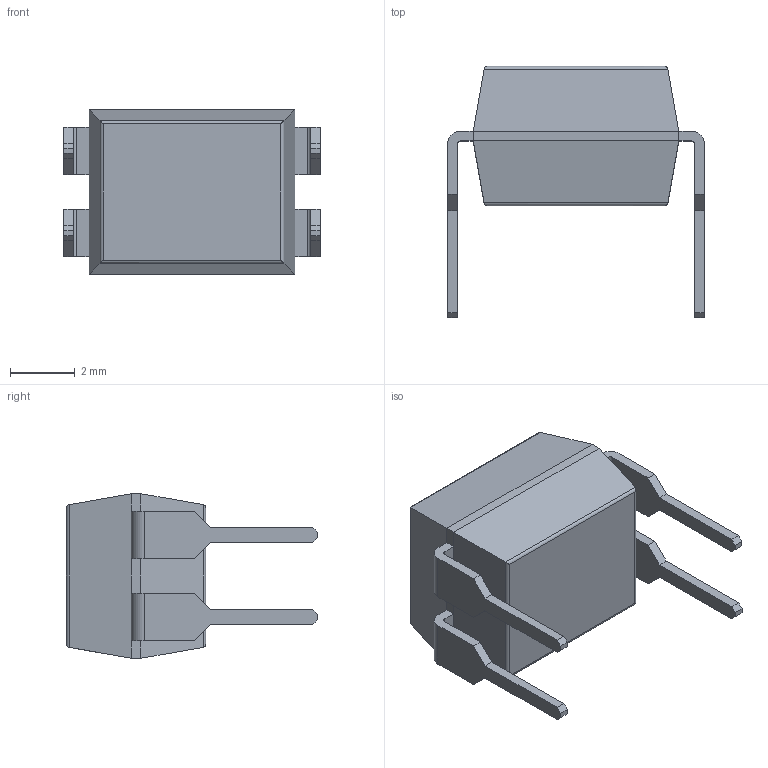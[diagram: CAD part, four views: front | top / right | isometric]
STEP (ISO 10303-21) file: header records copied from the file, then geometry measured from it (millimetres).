
FILE_DESCRIPTION (( 'STEP AP214' ), '1' );
FILE_NAME ('DIP4.step', '2011-03-01T20:00:16', ( 'iLLuSioN' ), ( 'Home' ), 'SwSTEP 2.0', 'SolidWorks 2009', '' );
FILE_SCHEMA (( 'AUTOMOTIVE_DESIGN' ));
Length unit declared in the file: millimetre
Products named in the file (1): DIP4
Bounding box: 7.92 x 7.75 x 5.08 mm (x, y, z)
Volume: 129.5 mm3; surface area: 199.2 mm2
Topology: 1 solids, 1 shells, 90 faces, 232 edges, 144 vertices
Faces by surface type: plane 71, cylinder 19
Entity records: 3699 total; most frequent: CARTESIAN_POINT 527, ORIENTED_EDGE 464, DIRECTION 422, EDGE_CURVE 232, VECTOR 200, LINE 200, VERTEX_POINT 144, AXIS2_PLACEMENT_3D 111
